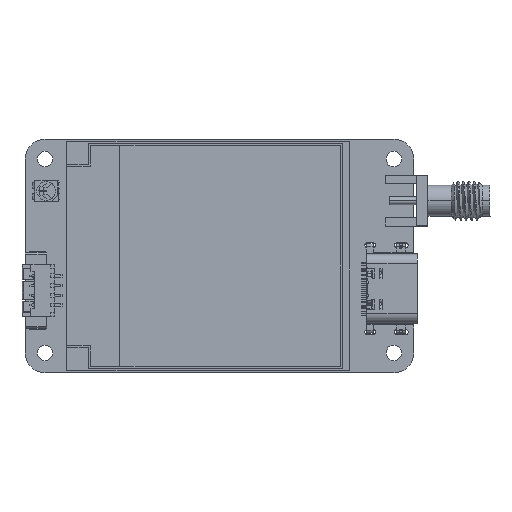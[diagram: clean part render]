
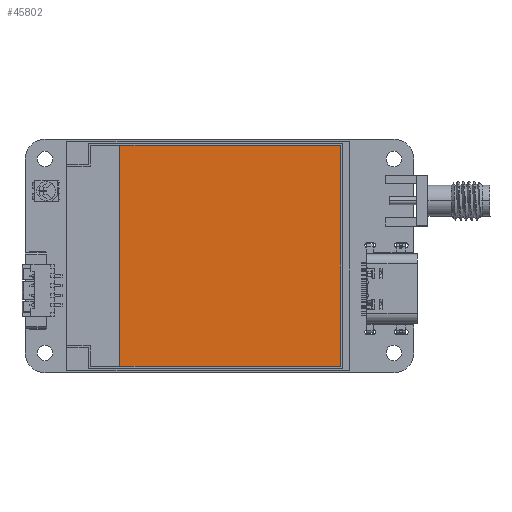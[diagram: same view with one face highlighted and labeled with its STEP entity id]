
A CAD part, top view. The second image highlights one B-rep face of the part: STEP entity #45802.
In plain terms, the highlighted planar face has unit normal (0, 0, 1).
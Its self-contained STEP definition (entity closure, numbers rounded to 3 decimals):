
#45802 = ADVANCED_FACE('',(#45803),#45837,.T.);
#45803 = FACE_BOUND('',#45804,.T.);
#45804 = EDGE_LOOP('',(#45805,#45815,#45823,#45831));
#45805 = ORIENTED_EDGE('',*,*,#45806,.F.);
#45806 = EDGE_CURVE('',#45807,#45809,#45811,.T.);
#45807 = VERTEX_POINT('',#45808);
#45808 = CARTESIAN_POINT('',(6.85,29.,2.25));
#45809 = VERTEX_POINT('',#45810);
#45810 = CARTESIAN_POINT('',(35.35,29.,2.25));
#45811 = LINE('',#45812,#45813);
#45812 = CARTESIAN_POINT('',(0.,29.,2.25));
#45813 = VECTOR('',#45814,1.);
#45814 = DIRECTION('',(1.,0.,0.));
#45815 = ORIENTED_EDGE('',*,*,#45816,.F.);
#45816 = EDGE_CURVE('',#45817,#45807,#45819,.T.);
#45817 = VERTEX_POINT('',#45818);
#45818 = CARTESIAN_POINT('',(6.85,0.5,2.25));
#45819 = LINE('',#45820,#45821);
#45820 = CARTESIAN_POINT('',(6.85,0.,2.25));
#45821 = VECTOR('',#45822,1.);
#45822 = DIRECTION('',(0.,1.,0.));
#45823 = ORIENTED_EDGE('',*,*,#45824,.F.);
#45824 = EDGE_CURVE('',#45825,#45817,#45827,.T.);
#45825 = VERTEX_POINT('',#45826);
#45826 = CARTESIAN_POINT('',(35.35,0.5,2.25));
#45827 = LINE('',#45828,#45829);
#45828 = CARTESIAN_POINT('',(0.,0.5,2.25));
#45829 = VECTOR('',#45830,1.);
#45830 = DIRECTION('',(-1.,0.,0.));
#45831 = ORIENTED_EDGE('',*,*,#45832,.F.);
#45832 = EDGE_CURVE('',#45809,#45825,#45833,.T.);
#45833 = LINE('',#45834,#45835);
#45834 = CARTESIAN_POINT('',(35.35,0.,2.25));
#45835 = VECTOR('',#45836,1.);
#45836 = DIRECTION('',(0.,-1.,0.));
#45837 = PLANE('',#45838);
#45838 = AXIS2_PLACEMENT_3D('',#45839,#45840,#45841);
#45839 = CARTESIAN_POINT('',(0.,0.,2.25));
#45840 = DIRECTION('',(0.,0.,1.));
#45841 = DIRECTION('',(1.,0.,0.));
